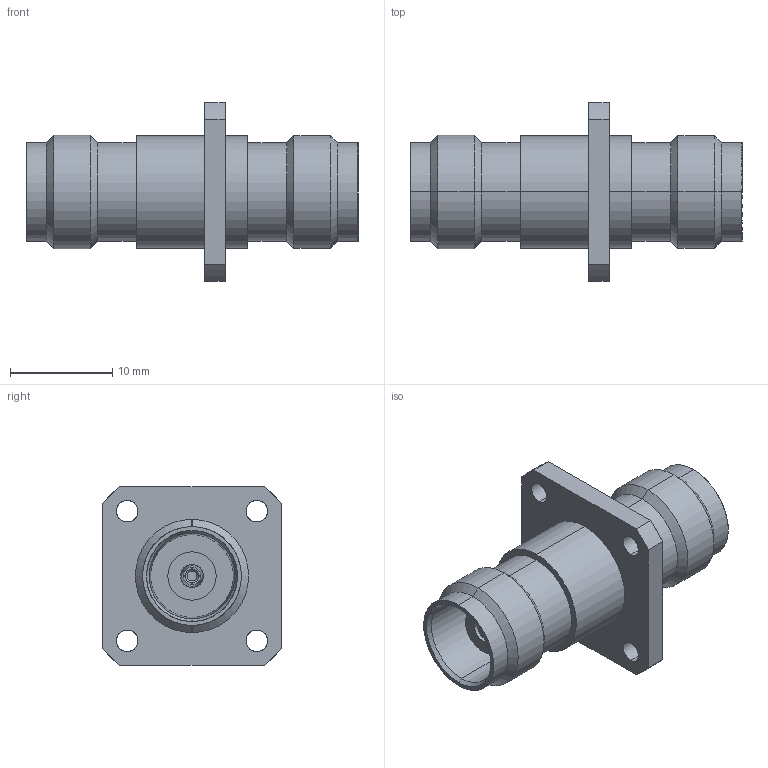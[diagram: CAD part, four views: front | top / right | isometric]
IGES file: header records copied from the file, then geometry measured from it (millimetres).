
Start section: SolidWorks IGES file using analytic representation for surfaces
Global section: file name: R143.710.000N.IGS; native system: SolidWorks 2011; preprocessor: SolidWorks 2011; author: raymond_g; date: 120229.074711; units: millimetre
Bounding box: 32.51 x 17.5 x 17.5 mm (x, y, z)
Surface area: 2596.7 mm2 (no closed solid volume)
Topology: 0 solids, 0 shells, 161 faces, 1820 edges, 1820 vertices
Faces by surface type: revolution 102, bspline 59
